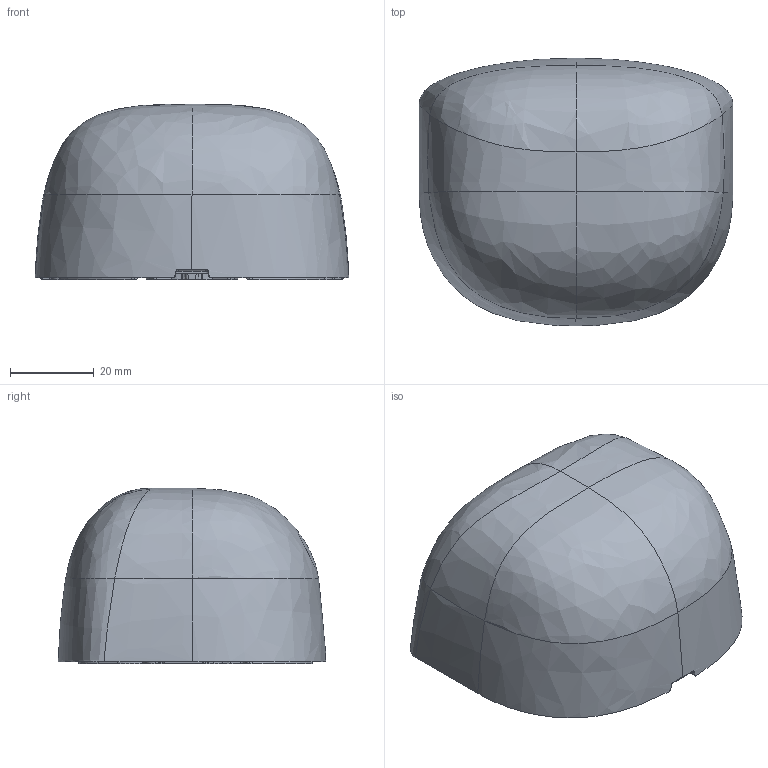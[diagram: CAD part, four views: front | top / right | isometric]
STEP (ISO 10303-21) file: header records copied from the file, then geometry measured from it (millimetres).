
FILE_DESCRIPTION((''),'2;1');
FILE_NAME('ECHO_RADAR_SENSORS_ASM','2023-07-25T17:32:50',('shlow'),(''),'CREO PARAMETRIC BY PTC INC, 2022284','CREO PARAMETRIC BY PTC INC, 2022284','');
FILE_SCHEMA(('CONFIG_CONTROL_DESIGN','SHAPE_APPEARANCE_LAYERS_GROUPS'));
Products named in the file (4): SG_54-6341_ECHO_BASE; ECHO_SUBA_PCBA_AF0_ASM; SG_54-6340_ECHO-M_COVER; ECHO_RADAR_SENSORS_ASM
Assembly tree (3 placements, depth 2):
  ECHO_RADAR_SENSORS_ASM
    SG_54-6341_ECHO_BASE
    ECHO_SUBA_PCBA_AF0_ASM
    SG_54-6340_ECHO-M_COVER
Bounding box: 75 x 63.91 x 42 mm (x, y, z)
Volume: 41952.3 mm3; surface area: 30980.6 mm2
Topology: 2 solids, 2 shells, 1737 faces, 4477 edges, 2788 vertices
Faces by surface type: plane 514, bspline 421, cylinder 341, extrusion 254, cone 129, torus 62, sphere 12, revolution 4
Entity records: 90887 total; most frequent: CARTESIAN_POINT 39920, ORIENTED_EDGE 8926, DIRECTION 5790, PRESENTATION_STYLE_ASSIGNMENT 4465, STYLED_ITEM 4465, CURVE_STYLE 4463, EDGE_CURVE 4463, VERTEX_POINT 2788
